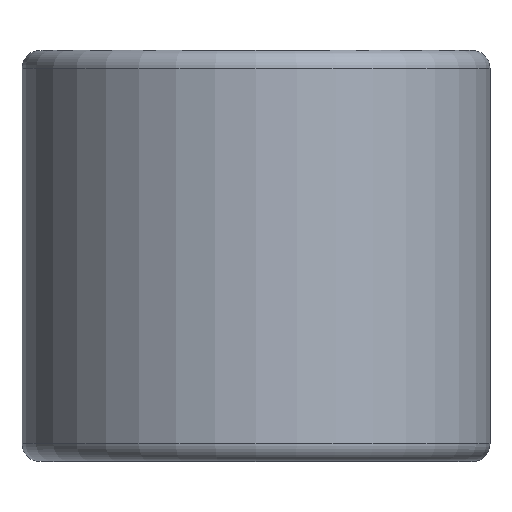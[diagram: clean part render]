
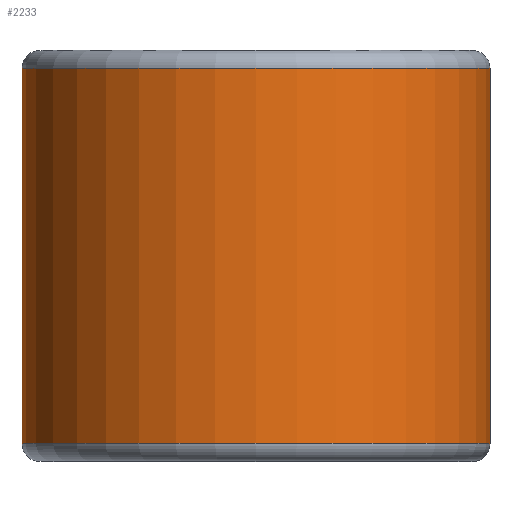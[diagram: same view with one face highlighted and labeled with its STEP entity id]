
A CAD part, top view. The second image highlights one B-rep face of the part: STEP entity #2233.
In plain terms, the highlighted cylindrical face has radius 9.944 mm (diameter 19.888 mm), a partial arc.
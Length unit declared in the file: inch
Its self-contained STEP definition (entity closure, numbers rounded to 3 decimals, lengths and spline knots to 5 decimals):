
#77 = CIRCLE ( 'NONE', #1231, 0.3915 ) ;
#156 = DIRECTION ( 'NONE',  ( 0., 0., -1. ) ) ;
#291 = VERTEX_POINT ( 'NONE', #1216 ) ;
#384 = CARTESIAN_POINT ( 'NONE',  ( 0.3915, -0.31375, 0. ) ) ;
#404 = DIRECTION ( 'NONE',  ( 0., -1., 0. ) ) ;
#468 = VERTEX_POINT ( 'NONE', #1183 ) ;
#475 = LINE ( 'NONE', #1716, #2357 ) ;
#495 = ORIENTED_EDGE ( 'NONE', *, *, #620, .F. ) ;
#514 = DIRECTION ( 'NONE',  ( 0., -1., 0. ) ) ;
#537 = CARTESIAN_POINT ( 'NONE',  ( 0.3915, 0.31375, 0. ) ) ;
#578 = EDGE_CURVE ( 'NONE', #1356, #468, #77, .T. ) ;
#597 = CARTESIAN_POINT ( 'NONE',  ( 0., 0.3125, 0. ) ) ;
#615 = EDGE_LOOP ( 'NONE', ( #2135, #2260, #861, #495 ) ) ;
#620 = EDGE_CURVE ( 'NONE', #648, #291, #1547, .T. ) ;
#648 = VERTEX_POINT ( 'NONE', #384 ) ;
#703 = AXIS2_PLACEMENT_3D ( 'NONE', #2363, #1262, #156 ) ;
#861 = ORIENTED_EDGE ( 'NONE', *, *, #1918, .F. ) ;
#1100 = DIRECTION ( 'NONE',  ( 0., 1., 0. ) ) ;
#1168 = FACE_OUTER_BOUND ( 'NONE', #615, .T. ) ;
#1183 = CARTESIAN_POINT ( 'NONE',  ( 0., 0.31375, -0.3915 ) ) ;
#1216 = CARTESIAN_POINT ( 'NONE',  ( 0., -0.31375, -0.3915 ) ) ;
#1231 = AXIS2_PLACEMENT_3D ( 'NONE', #1607, #514, #1796 ) ;
#1262 = DIRECTION ( 'NONE',  ( 0., -1., 0. ) ) ;
#1298 = LINE ( 'NONE', #2026, #2222 ) ;
#1356 = VERTEX_POINT ( 'NONE', #537 ) ;
#1521 = DIRECTION ( 'NONE',  ( 0., 0., -1. ) ) ;
#1547 = CIRCLE ( 'NONE', #703, 0.3915 ) ;
#1607 = CARTESIAN_POINT ( 'NONE',  ( 0., 0.31375, 0. ) ) ;
#1716 = CARTESIAN_POINT ( 'NONE',  ( 0., 0.31375, -0.3915 ) ) ;
#1796 = DIRECTION ( 'NONE',  ( 0., 0., -1. ) ) ;
#1877 = CYLINDRICAL_SURFACE ( 'NONE', #2050, 0.3915 ) ;
#1904 = DIRECTION ( 'NONE',  ( 0., 1., 0. ) ) ;
#1918 = EDGE_CURVE ( 'NONE', #291, #468, #475, .T. ) ;
#2026 = CARTESIAN_POINT ( 'NONE',  ( 0.3915, 0.31375, 0. ) ) ;
#2050 = AXIS2_PLACEMENT_3D ( 'NONE', #597, #404, #1521 ) ;
#2079 = EDGE_CURVE ( 'NONE', #648, #1356, #1298, .T. ) ;
#2135 = ORIENTED_EDGE ( 'NONE', *, *, #2079, .T. ) ;
#2222 = VECTOR ( 'NONE', #1100, 39.37008 ) ;
#2233 = ADVANCED_FACE ( 'NONE', ( #1168 ), #1877, .T. ) ;
#2260 = ORIENTED_EDGE ( 'NONE', *, *, #578, .T. ) ;
#2357 = VECTOR ( 'NONE', #1904, 39.37008 ) ;
#2363 = CARTESIAN_POINT ( 'NONE',  ( 0., -0.31375, 0. ) ) ;
